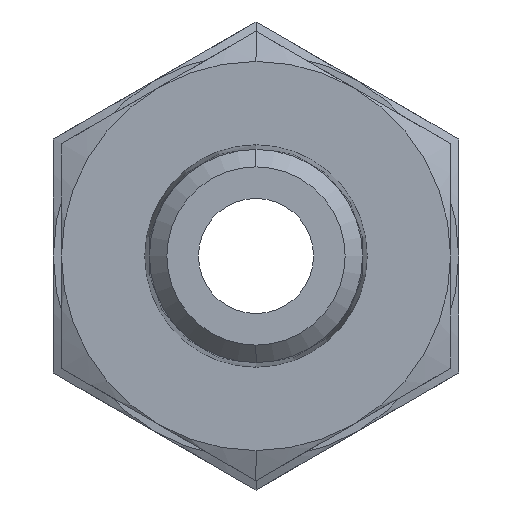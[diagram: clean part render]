
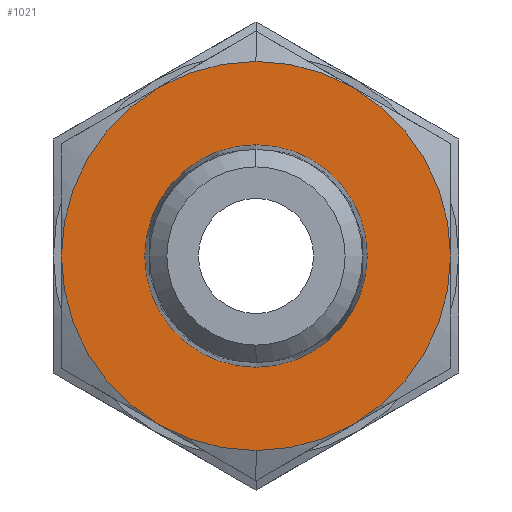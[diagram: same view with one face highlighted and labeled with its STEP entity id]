
A CAD part, left-side view. The second image highlights one B-rep face of the part: STEP entity #1021.
In plain terms, the highlighted planar face has unit normal (-1, 0, 0).
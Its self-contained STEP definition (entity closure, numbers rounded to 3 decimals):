
#295 = DIRECTION ( 'NONE',  ( -1., 0., 0. ) ) ;
#317 = CIRCLE ( 'NONE', #7438, 12. ) ;
#529 = CIRCLE ( 'NONE', #4328, 12. ) ;
#674 = ORIENTED_EDGE ( 'NONE', *, *, #5495, .T. ) ;
#714 = DIRECTION ( 'NONE',  ( -1., 0., 0. ) ) ;
#826 = DIRECTION ( 'NONE',  ( -1., 0., 0. ) ) ;
#832 = CIRCLE ( 'NONE', #6429, 12. ) ;
#925 = CARTESIAN_POINT ( 'NONE',  ( 15.103, 0., 12. ) ) ;
#997 = CARTESIAN_POINT ( 'NONE',  ( 15.103, 0., 0. ) ) ;
#1021 = ADVANCED_FACE ( 'NONE', ( #3442, #5772 ), #5873, .F. ) ;
#1088 = DIRECTION ( 'NONE',  ( 1., 0., 0. ) ) ;
#1118 = CIRCLE ( 'NONE', #2794, 12. ) ;
#1173 = CARTESIAN_POINT ( 'NONE',  ( 15.103, 0., 0. ) ) ;
#1283 = CARTESIAN_POINT ( 'NONE',  ( 15.103, 6., -10.392 ) ) ;
#1285 = EDGE_CURVE ( 'NONE', #6412, #3573, #4580, .T. ) ;
#1484 = VERTEX_POINT ( 'NONE', #925 ) ;
#1628 = EDGE_CURVE ( 'NONE', #5539, #4456, #2445, .T. ) ;
#1951 = CIRCLE ( 'NONE', #8344, 6.858 ) ;
#2136 = DIRECTION ( 'NONE',  ( -1., 0., 0. ) ) ;
#2445 = CIRCLE ( 'NONE', #8371, 6.858 ) ;
#2694 = EDGE_CURVE ( 'NONE', #3573, #4572, #5251, .T. ) ;
#2794 = AXIS2_PLACEMENT_3D ( 'NONE', #9288, #2136, #6473 ) ;
#2865 = ORIENTED_EDGE ( 'NONE', *, *, #1285, .T. ) ;
#2969 = EDGE_LOOP ( 'NONE', ( #5075, #7180, #674, #5127, #4327, #2865, #3906, #5216 ) ) ;
#3076 = CARTESIAN_POINT ( 'NONE',  ( 15.103, -6., 10.392 ) ) ;
#3380 = EDGE_CURVE ( 'NONE', #4456, #5539, #1951, .T. ) ;
#3442 = FACE_BOUND ( 'NONE', #8022, .T. ) ;
#3462 = CARTESIAN_POINT ( 'NONE',  ( 15.103, 0., 0. ) ) ;
#3476 = CARTESIAN_POINT ( 'NONE',  ( 15.103, 0., -6.858 ) ) ;
#3479 = CARTESIAN_POINT ( 'NONE',  ( 15.103, 0., 0. ) ) ;
#3573 = VERTEX_POINT ( 'NONE', #5226 ) ;
#3589 = DIRECTION ( 'NONE',  ( -1., 0., 0. ) ) ;
#3812 = CARTESIAN_POINT ( 'NONE',  ( 15.103, 12., 0. ) ) ;
#3906 = ORIENTED_EDGE ( 'NONE', *, *, #2694, .T. ) ;
#3993 = DIRECTION ( 'NONE',  ( 0., 0., 1. ) ) ;
#4066 = CARTESIAN_POINT ( 'NONE',  ( 15.103, 0., -12. ) ) ;
#4098 = DIRECTION ( 'NONE',  ( 0., 0., -1. ) ) ;
#4195 = VERTEX_POINT ( 'NONE', #3812 ) ;
#4275 = CARTESIAN_POINT ( 'NONE',  ( 15.103, 0., 6.858 ) ) ;
#4291 = ORIENTED_EDGE ( 'NONE', *, *, #3380, .T. ) ;
#4327 = ORIENTED_EDGE ( 'NONE', *, *, #8349, .T. ) ;
#4328 = AXIS2_PLACEMENT_3D ( 'NONE', #9062, #5537, #5402 ) ;
#4436 = CARTESIAN_POINT ( 'NONE',  ( 15.103, 0., 0. ) ) ;
#4444 = VERTEX_POINT ( 'NONE', #9097 ) ;
#4456 = VERTEX_POINT ( 'NONE', #4275 ) ;
#4521 = CARTESIAN_POINT ( 'NONE',  ( 15.103, -12., 0. ) ) ;
#4572 = VERTEX_POINT ( 'NONE', #4521 ) ;
#4580 = CIRCLE ( 'NONE', #5946, 12. ) ;
#4737 = EDGE_CURVE ( 'NONE', #4195, #7893, #832, .T. ) ;
#4761 = DIRECTION ( 'NONE',  ( 1., 0., 0. ) ) ;
#4809 = DIRECTION ( 'NONE',  ( -1., 0., 0. ) ) ;
#5075 = ORIENTED_EDGE ( 'NONE', *, *, #8266, .T. ) ;
#5127 = ORIENTED_EDGE ( 'NONE', *, *, #4737, .T. ) ;
#5197 = DIRECTION ( 'NONE',  ( 0., 0., 1. ) ) ;
#5216 = ORIENTED_EDGE ( 'NONE', *, *, #6984, .T. ) ;
#5226 = CARTESIAN_POINT ( 'NONE',  ( 15.103, -6., -10.392 ) ) ;
#5251 = CIRCLE ( 'NONE', #6155, 12. ) ;
#5296 = VERTEX_POINT ( 'NONE', #3076 ) ;
#5402 = DIRECTION ( 'NONE',  ( 0., -0.5, 0.866 ) ) ;
#5491 = DIRECTION ( 'NONE',  ( -1., 0., 0. ) ) ;
#5495 = EDGE_CURVE ( 'NONE', #4444, #4195, #1118, .T. ) ;
#5537 = DIRECTION ( 'NONE',  ( -1., 0., 0. ) ) ;
#5539 = VERTEX_POINT ( 'NONE', #3476 ) ;
#5772 = FACE_OUTER_BOUND ( 'NONE', #2969, .T. ) ;
#5827 = CIRCLE ( 'NONE', #7034, 12. ) ;
#5846 = CIRCLE ( 'NONE', #9348, 12. ) ;
#5873 = PLANE ( 'NONE',  #6709 ) ;
#5946 = AXIS2_PLACEMENT_3D ( 'NONE', #3479, #4809, #4098 ) ;
#6155 = AXIS2_PLACEMENT_3D ( 'NONE', #7856, #5491, #8390 ) ;
#6412 = VERTEX_POINT ( 'NONE', #4066 ) ;
#6429 = AXIS2_PLACEMENT_3D ( 'NONE', #997, #295, #7548 ) ;
#6473 = DIRECTION ( 'NONE',  ( 0., 0.5, 0.866 ) ) ;
#6485 = DIRECTION ( 'NONE',  ( 0., 0.5, -0.866 ) ) ;
#6634 = DIRECTION ( 'NONE',  ( 1., 0., 0. ) ) ;
#6709 = AXIS2_PLACEMENT_3D ( 'NONE', #7198, #6634, #8778 ) ;
#6984 = EDGE_CURVE ( 'NONE', #4572, #5296, #317, .T. ) ;
#7000 = CARTESIAN_POINT ( 'NONE',  ( 15.103, 0., 0. ) ) ;
#7034 = AXIS2_PLACEMENT_3D ( 'NONE', #4436, #826, #5197 ) ;
#7180 = ORIENTED_EDGE ( 'NONE', *, *, #9385, .T. ) ;
#7198 = CARTESIAN_POINT ( 'NONE',  ( 15.103, 0., 0. ) ) ;
#7438 = AXIS2_PLACEMENT_3D ( 'NONE', #3462, #714, #8508 ) ;
#7548 = DIRECTION ( 'NONE',  ( 0., 1., 0. ) ) ;
#7565 = CARTESIAN_POINT ( 'NONE',  ( 15.103, 0., 0. ) ) ;
#7856 = CARTESIAN_POINT ( 'NONE',  ( 15.103, 0., 0. ) ) ;
#7893 = VERTEX_POINT ( 'NONE', #1283 ) ;
#8022 = EDGE_LOOP ( 'NONE', ( #9279, #4291 ) ) ;
#8266 = EDGE_CURVE ( 'NONE', #5296, #1484, #529, .T. ) ;
#8344 = AXIS2_PLACEMENT_3D ( 'NONE', #1173, #1088, #3993 ) ;
#8349 = EDGE_CURVE ( 'NONE', #7893, #6412, #5846, .T. ) ;
#8371 = AXIS2_PLACEMENT_3D ( 'NONE', #7565, #4761, #9188 ) ;
#8390 = DIRECTION ( 'NONE',  ( 0., -0.5, -0.866 ) ) ;
#8508 = DIRECTION ( 'NONE',  ( 0., -1., 0. ) ) ;
#8778 = DIRECTION ( 'NONE',  ( 0., 1., 0. ) ) ;
#9062 = CARTESIAN_POINT ( 'NONE',  ( 15.103, 0., 0. ) ) ;
#9097 = CARTESIAN_POINT ( 'NONE',  ( 15.103, 6., 10.392 ) ) ;
#9188 = DIRECTION ( 'NONE',  ( 0., 0., -1. ) ) ;
#9279 = ORIENTED_EDGE ( 'NONE', *, *, #1628, .T. ) ;
#9288 = CARTESIAN_POINT ( 'NONE',  ( 15.103, 0., 0. ) ) ;
#9348 = AXIS2_PLACEMENT_3D ( 'NONE', #7000, #3589, #6485 ) ;
#9385 = EDGE_CURVE ( 'NONE', #1484, #4444, #5827, .T. ) ;
